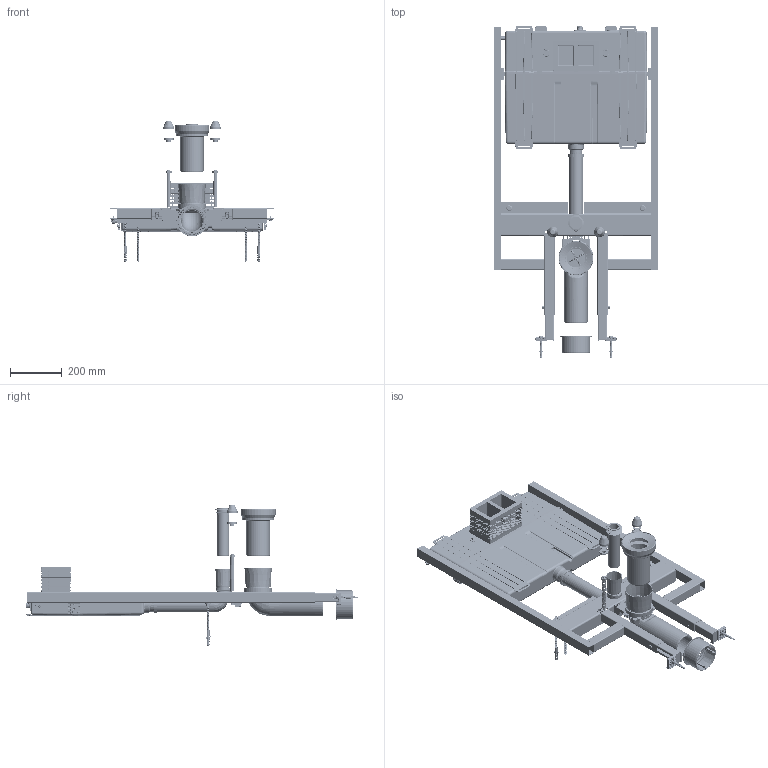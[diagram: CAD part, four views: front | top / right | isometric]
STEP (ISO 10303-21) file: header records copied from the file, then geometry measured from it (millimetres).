
FILE_DESCRIPTION((''),'2;1');
FILE_NAME('90_804_00_0001-WC-8CM_ASM','2019-01-17T',('mberthel'),(''),'PRO/ENGINEER BY PARAMETRIC TECHNOLOGY CORPORATION, 2015030','PRO/ENGINEER BY PARAMETRIC TECHNOLOGY CORPORATION, 2015030','');
FILE_SCHEMA(('CONFIG_CONTROL_DESIGN'));
Length unit declared in the file: millimetre
Products named in the file (1): 90_804_00_0001-WC-8CM_ASM
Bounding box: 635 x 1280 x 549.25 mm (x, y, z)
Surface area: 3701926.6 mm2 (no closed solid volume)
Topology: 0 solids, 553 shells, 8751 faces, 30756 edges, 21790 vertices
Faces by surface type: plane 3500, cylinder 2680, bspline 1390, cone 666, torus 420, sphere 61, extrusion 34
Entity records: 557497 total; most frequent: CARTESIAN_POINT 278776, ORIENTED_EDGE 45904, DIRECTION 44439, EDGE_CURVE 30726, VERTEX_POINT 21782, VECTOR 15729, LINE 15695, AXIS2_PLACEMENT_3D 14355
